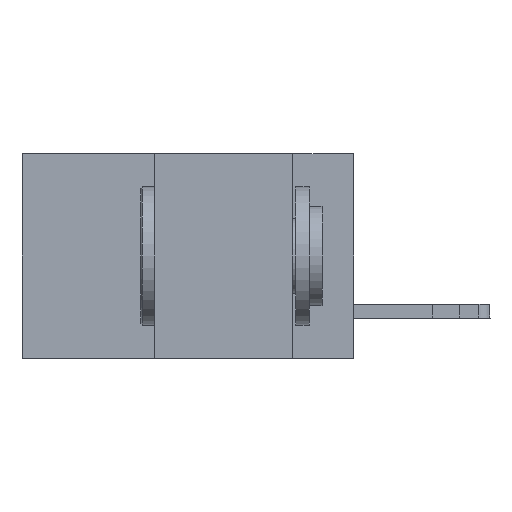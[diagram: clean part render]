
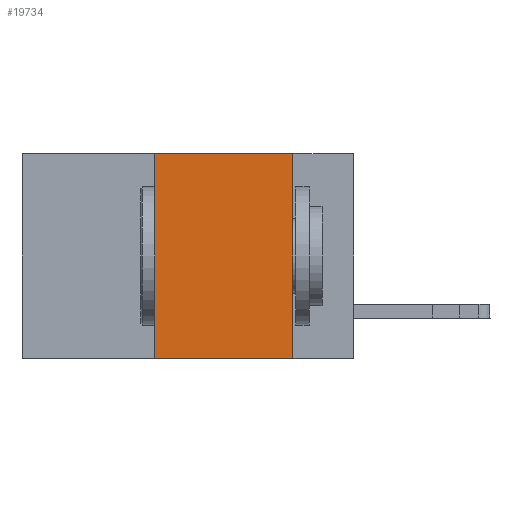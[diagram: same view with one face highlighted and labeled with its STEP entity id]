
A CAD part, left-side view. The second image highlights one B-rep face of the part: STEP entity #19734.
In plain terms, the highlighted planar face has unit normal (-1, 0, 0).
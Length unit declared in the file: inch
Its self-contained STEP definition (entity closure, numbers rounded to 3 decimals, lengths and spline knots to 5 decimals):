
#604 = EDGE_CURVE ( 'NONE', #16287, #17081, #13622, .T. ) ;
#1155 = ORIENTED_EDGE ( 'NONE', *, *, #5208, .F. ) ;
#1761 = DIRECTION ( 'NONE',  ( 0., 0., -1. ) ) ;
#3073 = VECTOR ( 'NONE', #9940, 39.37008 ) ;
#4705 = EDGE_CURVE ( 'NONE', #16620, #9003, #17512, .T. ) ;
#5208 = EDGE_CURVE ( 'NONE', #16287, #16620, #22057, .T. ) ;
#5559 = CARTESIAN_POINT ( 'NONE',  ( 0., 0.36, 0. ) ) ;
#6354 = DIRECTION ( 'NONE',  ( 0., -1., 0. ) ) ;
#8952 = VECTOR ( 'NONE', #20128, 39.37008 ) ;
#9003 = VERTEX_POINT ( 'NONE', #18057 ) ;
#9940 = DIRECTION ( 'NONE',  ( 0., -1., 0. ) ) ;
#11591 = LINE ( 'NONE', #21497, #15630 ) ;
#11895 = AXIS2_PLACEMENT_3D ( 'NONE', #23635, #23315, #1761 ) ;
#12365 = PLANE ( 'NONE',  #11895 ) ;
#13622 = LINE ( 'NONE', #20877, #3073 ) ;
#14104 = VECTOR ( 'NONE', #6354, 39.37008 ) ;
#15630 = VECTOR ( 'NONE', #21419, 39.37008 ) ;
#16287 = VERTEX_POINT ( 'NONE', #22937 ) ;
#16620 = VERTEX_POINT ( 'NONE', #16801 ) ;
#16801 = CARTESIAN_POINT ( 'NONE',  ( 0., 0.36, 0. ) ) ;
#16810 = ORIENTED_EDGE ( 'NONE', *, *, #22795, .F. ) ;
#17081 = VERTEX_POINT ( 'NONE', #19625 ) ;
#17512 = LINE ( 'NONE', #22626, #14104 ) ;
#17812 = FACE_OUTER_BOUND ( 'NONE', #18214, .T. ) ;
#18057 = CARTESIAN_POINT ( 'NONE',  ( 0., 0.11, 0. ) ) ;
#18214 = EDGE_LOOP ( 'NONE', ( #16810, #21778, #1155, #19136 ) ) ;
#19136 = ORIENTED_EDGE ( 'NONE', *, *, #604, .T. ) ;
#19625 = CARTESIAN_POINT ( 'NONE',  ( 0., 0.11, -0.37 ) ) ;
#19734 = ADVANCED_FACE ( 'NONE', ( #17812 ), #12365, .F. ) ;
#20128 = DIRECTION ( 'NONE',  ( 0., 0., 1. ) ) ;
#20877 = CARTESIAN_POINT ( 'NONE',  ( 0., 0.6, -0.37 ) ) ;
#21419 = DIRECTION ( 'NONE',  ( 0., 0., -1. ) ) ;
#21497 = CARTESIAN_POINT ( 'NONE',  ( 0., 0.11, 0. ) ) ;
#21778 = ORIENTED_EDGE ( 'NONE', *, *, #4705, .F. ) ;
#22057 = LINE ( 'NONE', #5559, #8952 ) ;
#22626 = CARTESIAN_POINT ( 'NONE',  ( 0., 0.6, 0. ) ) ;
#22795 = EDGE_CURVE ( 'NONE', #9003, #17081, #11591, .T. ) ;
#22937 = CARTESIAN_POINT ( 'NONE',  ( 0., 0.36, -0.37 ) ) ;
#23315 = DIRECTION ( 'NONE',  ( 1., 0., 0. ) ) ;
#23635 = CARTESIAN_POINT ( 'NONE',  ( 0., 0.6, 0. ) ) ;
